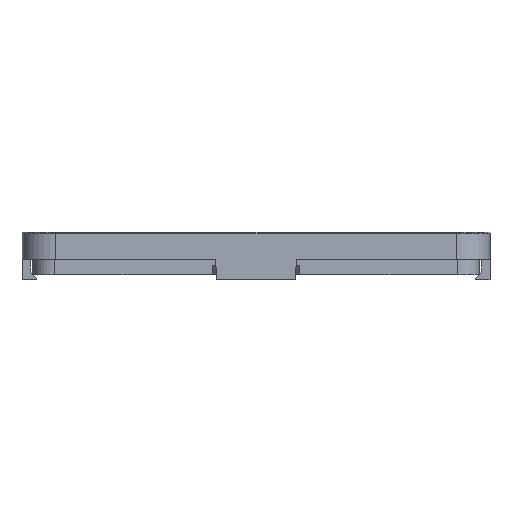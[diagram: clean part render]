
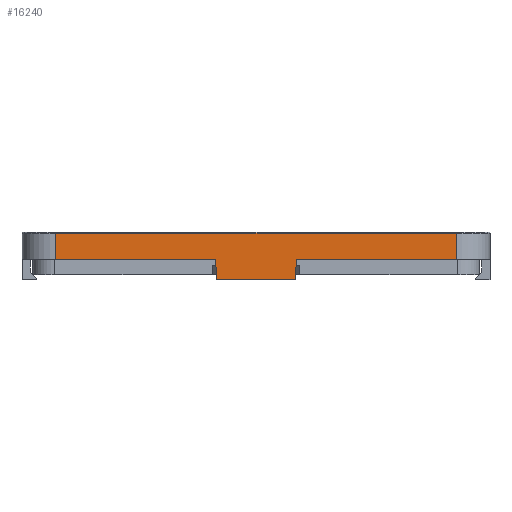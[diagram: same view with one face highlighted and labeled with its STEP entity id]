
A CAD part, left-side view. The second image highlights one B-rep face of the part: STEP entity #16240.
In plain terms, the highlighted planar face has unit normal (-1, 0, 0).
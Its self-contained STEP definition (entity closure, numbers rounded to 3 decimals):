
#64 = EDGE_CURVE ( 'NONE', #22660, #22462, #7349, .T. ) ;
#493 = DIRECTION ( 'NONE',  ( 0., -1., 0. ) ) ;
#916 = ORIENTED_EDGE ( 'NONE', *, *, #23135, .F. ) ;
#955 = DIRECTION ( 'NONE',  ( 0., 0., 1. ) ) ;
#1697 = VECTOR ( 'NONE', #12255, 1000. ) ;
#1810 = VECTOR ( 'NONE', #493, 1000. ) ;
#2135 = VERTEX_POINT ( 'NONE', #12527 ) ;
#2395 = DIRECTION ( 'NONE',  ( 0., 1., 0. ) ) ;
#2975 = CARTESIAN_POINT ( 'NONE',  ( -48.25, 48.25, 0. ) ) ;
#3096 = EDGE_CURVE ( 'NONE', #22462, #17190, #12513, .T. ) ;
#3718 = VECTOR ( 'NONE', #8442, 1000. ) ;
#3726 = LINE ( 'NONE', #5912, #4298 ) ;
#3937 = CARTESIAN_POINT ( 'NONE',  ( -48.25, 41.25, 5.6 ) ) ;
#3989 = LINE ( 'NONE', #2975, #3718 ) ;
#4298 = VECTOR ( 'NONE', #2395, 1000. ) ;
#5237 = LINE ( 'NONE', #21625, #11930 ) ;
#5371 = ORIENTED_EDGE ( 'NONE', *, *, #20797, .T. ) ;
#5845 = DIRECTION ( 'NONE',  ( 0., 0.035, -0.999 ) ) ;
#5912 = CARTESIAN_POINT ( 'NONE',  ( -48.25, 41.25, 5.4 ) ) ;
#6027 = CARTESIAN_POINT ( 'NONE',  ( -48.25, 48.25, 0. ) ) ;
#7349 = LINE ( 'NONE', #6027, #1810 ) ;
#7463 = CARTESIAN_POINT ( 'NONE',  ( -48.25, 41.25, 5.4 ) ) ;
#7605 = EDGE_CURVE ( 'NONE', #22660, #19858, #5237, .T. ) ;
#7667 = ORIENTED_EDGE ( 'NONE', *, *, #3096, .T. ) ;
#7943 = CARTESIAN_POINT ( 'NONE',  ( -48.25, -8.3, 0. ) ) ;
#8318 = ORIENTED_EDGE ( 'NONE', *, *, #11465, .T. ) ;
#8393 = AXIS2_PLACEMENT_3D ( 'NONE', #20695, #18918, #17209 ) ;
#8442 = DIRECTION ( 'NONE',  ( 0., -1., 0. ) ) ;
#8669 = ORIENTED_EDGE ( 'NONE', *, *, #11651, .T. ) ;
#9787 = PLANE ( 'NONE',  #8393 ) ;
#10247 = CARTESIAN_POINT ( 'NONE',  ( -48.25, -41.25, 0. ) ) ;
#10412 = VERTEX_POINT ( 'NONE', #14904 ) ;
#11465 = EDGE_CURVE ( 'NONE', #10412, #17673, #3989, .T. ) ;
#11650 = CARTESIAN_POINT ( 'NONE',  ( -48.25, 8.3, 0. ) ) ;
#11651 = EDGE_CURVE ( 'NONE', #17673, #2135, #14183, .T. ) ;
#11930 = VECTOR ( 'NONE', #5845, 1000. ) ;
#12255 = DIRECTION ( 'NONE',  ( 0., -0.035, -0.999 ) ) ;
#12513 = LINE ( 'NONE', #19221, #14535 ) ;
#12527 = CARTESIAN_POINT ( 'NONE',  ( -48.25, 8.153, -4.2 ) ) ;
#13216 = LINE ( 'NONE', #13675, #19586 ) ;
#13239 = VECTOR ( 'NONE', #23154, 1000. ) ;
#13331 = FACE_OUTER_BOUND ( 'NONE', #20176, .T. ) ;
#13675 = CARTESIAN_POINT ( 'NONE',  ( -48.25, -8.3, -4.2 ) ) ;
#13818 = LINE ( 'NONE', #3937, #13239 ) ;
#14183 = LINE ( 'NONE', #17689, #1697 ) ;
#14423 = ORIENTED_EDGE ( 'NONE', *, *, #64, .T. ) ;
#14535 = VECTOR ( 'NONE', #955, 1000. ) ;
#14834 = VERTEX_POINT ( 'NONE', #7463 ) ;
#14904 = CARTESIAN_POINT ( 'NONE',  ( -48.25, 41.25, 0. ) ) ;
#16180 = DIRECTION ( 'NONE',  ( 0., 1., 0. ) ) ;
#16240 = ADVANCED_FACE ( 'NONE', ( #13331 ), #9787, .F. ) ;
#17190 = VERTEX_POINT ( 'NONE', #20585 ) ;
#17209 = DIRECTION ( 'NONE',  ( 0., 1., 0. ) ) ;
#17222 = EDGE_CURVE ( 'NONE', #17190, #14834, #3726, .T. ) ;
#17673 = VERTEX_POINT ( 'NONE', #11650 ) ;
#17687 = ORIENTED_EDGE ( 'NONE', *, *, #17222, .T. ) ;
#17689 = CARTESIAN_POINT ( 'NONE',  ( -48.25, 8.544, 6.987 ) ) ;
#18918 = DIRECTION ( 'NONE',  ( 1., 0., 0. ) ) ;
#19221 = CARTESIAN_POINT ( 'NONE',  ( -48.25, -41.25, 5.6 ) ) ;
#19586 = VECTOR ( 'NONE', #16180, 1000. ) ;
#19858 = VERTEX_POINT ( 'NONE', #21203 ) ;
#20176 = EDGE_LOOP ( 'NONE', ( #7667, #17687, #5371, #8318, #8669, #916, #23696, #14423 ) ) ;
#20585 = CARTESIAN_POINT ( 'NONE',  ( -48.25, -41.25, 5.4 ) ) ;
#20695 = CARTESIAN_POINT ( 'NONE',  ( -48.25, 48.25, 5.6 ) ) ;
#20797 = EDGE_CURVE ( 'NONE', #14834, #10412, #13818, .T. ) ;
#21203 = CARTESIAN_POINT ( 'NONE',  ( -48.25, -8.153, -4.2 ) ) ;
#21625 = CARTESIAN_POINT ( 'NONE',  ( -48.25, -8.426, 3.621 ) ) ;
#22462 = VERTEX_POINT ( 'NONE', #10247 ) ;
#22660 = VERTEX_POINT ( 'NONE', #7943 ) ;
#23135 = EDGE_CURVE ( 'NONE', #19858, #2135, #13216, .T. ) ;
#23154 = DIRECTION ( 'NONE',  ( 0., 0., -1. ) ) ;
#23696 = ORIENTED_EDGE ( 'NONE', *, *, #7605, .F. ) ;
